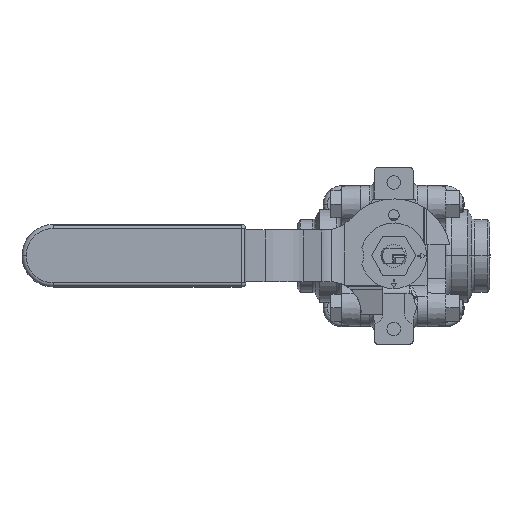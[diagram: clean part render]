
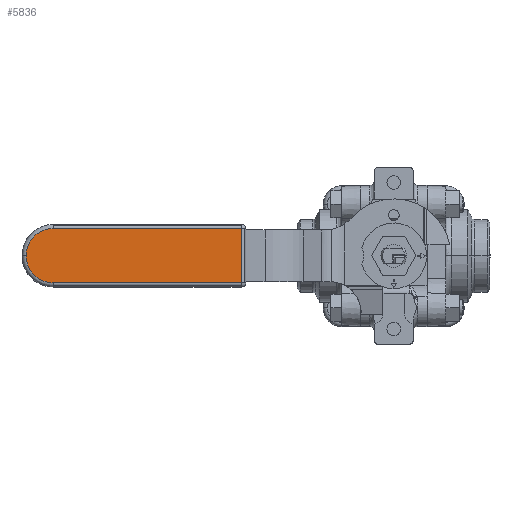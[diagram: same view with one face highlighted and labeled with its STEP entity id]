
A CAD part, top view. The second image highlights one B-rep face of the part: STEP entity #5836.
In plain terms, the highlighted planar face has unit normal (0, 0, 1).
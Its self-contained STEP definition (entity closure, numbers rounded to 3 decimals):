
#4634=CARTESIAN_POINT('',(-39.75,0.,6.9));
#4635=VERTEX_POINT('',#4634);
#4645=CARTESIAN_POINT('',(-29.725,10.025,6.9));
#4646=VERTEX_POINT('',#4645);
#4647=CARTESIAN_POINT('',(-29.725,0.0,6.9));
#4648=DIRECTION('',(0.0,0.0,-1.0));
#4649=DIRECTION('',(-1.0,0.0,0.0));
#4650=AXIS2_PLACEMENT_3D('',#4647,#4648,#4649);
#4651=CIRCLE('',#4650,10.025);
#4652=EDGE_CURVE('',#4635,#4646,#4651,.T.);
#5655=CARTESIAN_POINT('',(39.75,10.025,6.9));
#5656=VERTEX_POINT('',#5655);
#5657=CARTESIAN_POINT('',(-29.725,10.025,6.9));
#5658=DIRECTION('',(1.0,0.0,0.0));
#5659=VECTOR('',#5658,69.475);
#5660=LINE('',#5657,#5659);
#5661=EDGE_CURVE('',#4646,#5656,#5660,.T.);
#5714=CARTESIAN_POINT('',(-29.725,-10.025,6.9));
#5715=VERTEX_POINT('',#5714);
#5723=CARTESIAN_POINT('',(-29.725,0.0,6.9));
#5724=DIRECTION('',(0.0,0.0,-1.0));
#5725=DIRECTION('',(-1.0,0.0,0.0));
#5726=AXIS2_PLACEMENT_3D('',#5723,#5724,#5725);
#5727=CIRCLE('',#5726,10.025);
#5728=EDGE_CURVE('',#5715,#4635,#5727,.T.);
#5739=CARTESIAN_POINT('',(39.75,-10.025,6.9));
#5740=VERTEX_POINT('',#5739);
#5748=CARTESIAN_POINT('',(39.75,-10.025,6.9));
#5749=DIRECTION('',(-1.0,0.0,0.0));
#5750=VECTOR('',#5749,69.475);
#5751=LINE('',#5748,#5750);
#5752=EDGE_CURVE('',#5740,#5715,#5751,.T.);
#5800=CARTESIAN_POINT('',(39.75,10.025,6.9));
#5801=DIRECTION('',(0.0,-1.0,0.0));
#5802=VECTOR('',#5801,20.05);
#5803=LINE('',#5800,#5802);
#5804=EDGE_CURVE('',#5656,#5740,#5803,.T.);
#5824=CARTESIAN_POINT('',(41.25,0.0,6.9));
#5825=DIRECTION('',(0.0,0.0,1.0));
#5826=DIRECTION('',(1.0,0.0,0.0));
#5827=AXIS2_PLACEMENT_3D('',#5824,#5825,#5826);
#5828=PLANE('',#5827);
#5829=ORIENTED_EDGE('',*,*,#5752,.F.);
#5830=ORIENTED_EDGE('',*,*,#5804,.F.);
#5831=ORIENTED_EDGE('',*,*,#5661,.F.);
#5832=ORIENTED_EDGE('',*,*,#4652,.F.);
#5833=ORIENTED_EDGE('',*,*,#5728,.F.);
#5834=EDGE_LOOP('',(#5829,#5830,#5831,#5832,#5833));
#5835=FACE_OUTER_BOUND('',#5834,.T.);
#5836=ADVANCED_FACE('',(#5835),#5828,.T.);
